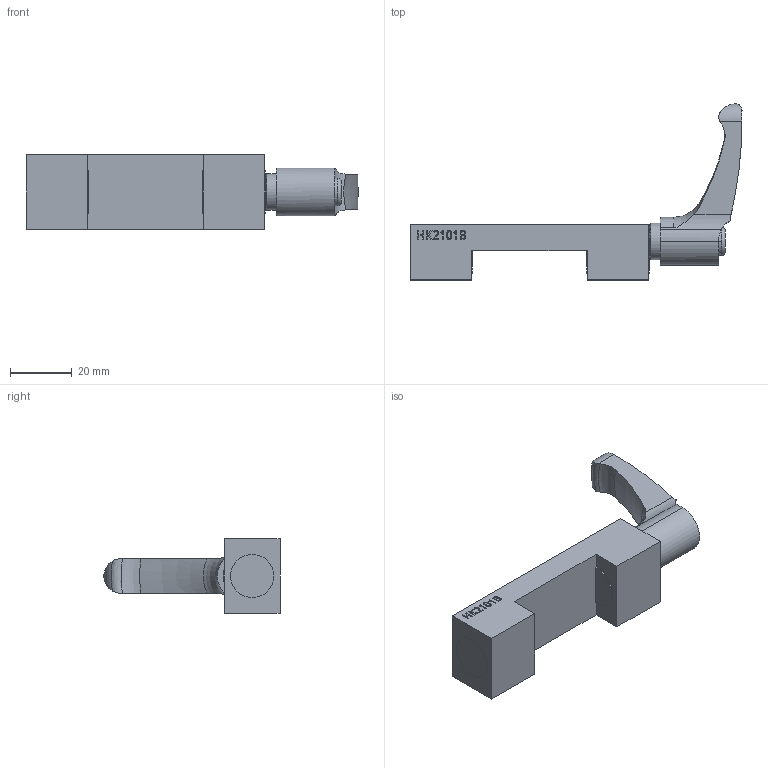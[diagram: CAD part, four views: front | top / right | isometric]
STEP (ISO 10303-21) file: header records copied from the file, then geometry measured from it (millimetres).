
FILE_DESCRIPTION(/* description */ ('Alibre Inc.'),/* implementation_level */ '2;1');
FILE_NAME(/* name */ 'export-BA95CCCE-B7F3-4E13-94D4-9D9FFD117EA7',/* time_stamp */ '2024-08-11T09:38:36+02:00',/* author */ (''),/* organization */ (''),/* preprocessor_version */ 'ST-DEVELOPER v17',/* originating_system */ 'Alibre',/* authorisation */ '');
FILE_SCHEMA (('AUTOMOTIVE_DESIGN'));
Length unit declared in the file: millimetre
Products named in the file (3): ghkHK2101B32137; ELESA-Klemmhebel GN 604-44-M4-SG; HK2101B
Bounding box: 107.38 x 56.94 x 24 mm (x, y, z)
Volume: 31768.1 mm3; surface area: 10493.2 mm2
Topology: 2 solids, 2 shells, 242 faces, 675 edges, 452 vertices
Faces by surface type: cylinder 117, plane 107, cone 9, torus 9
Full cylindrical faces by diameter (mm): 3.242 x1, 4.134 x4, 11.8 x1, 14 x2
Entity records: 7667 total; most frequent: CARTESIAN_POINT 1467, ORIENTED_EDGE 1342, DIRECTION 1192, EDGE_CURVE 671, AXIS2_PLACEMENT_3D 463, VERTEX_POINT 452, VECTOR 382, LINE 382
